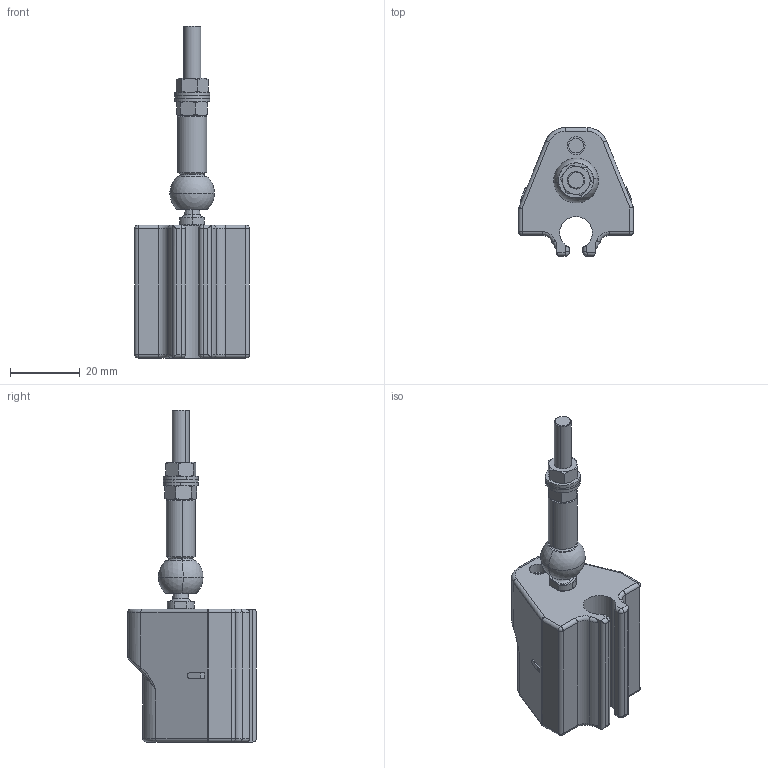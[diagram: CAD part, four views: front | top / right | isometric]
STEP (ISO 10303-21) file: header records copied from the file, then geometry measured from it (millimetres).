
FILE_DESCRIPTION (( 'STEP AP203' ), '1' );
FILE_NAME ('PCUR220-1KJ.step', '2021-07-07T10:20:49', ( '' ), ( '' ), 'SwSTEP 2.0', 'SolidWorks 2021', '' );
FILE_SCHEMA (( 'CONFIG_CONTROL_DESIGN' ));
Length unit declared in the file: millimetre
Products named in the file (1): PCUR220-1KJ
Bounding box: 32.8 x 36.75 x 94.93 mm (x, y, z)
Volume: 29522.8 mm3; surface area: 11378.5 mm2
Topology: 9 solids, 10 shells, 299 faces, 692 edges, 414 vertices
Faces by surface type: cylinder 109, plane 90, cone 40, torus 36, sphere 18, bspline 6
Entity records: 9499 total; most frequent: CARTESIAN_POINT 2695, DIRECTION 1484, ORIENTED_EDGE 1350, EDGE_CURVE 675, AXIS2_PLACEMENT_3D 606, VERTEX_POINT 411, EDGE_LOOP 324, CIRCLE 312
